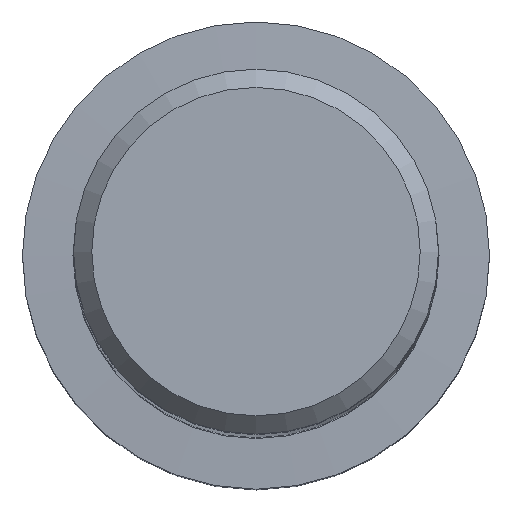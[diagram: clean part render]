
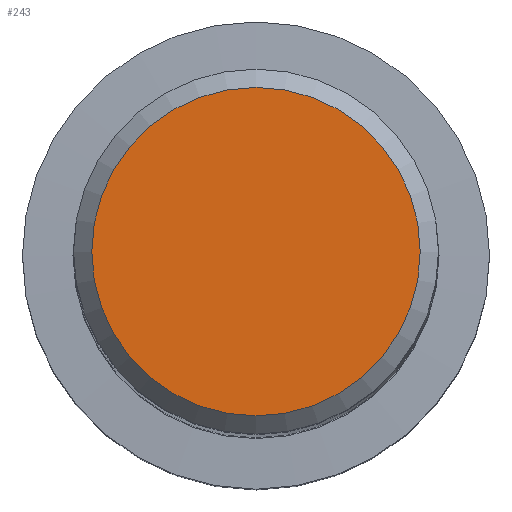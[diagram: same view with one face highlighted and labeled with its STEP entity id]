
A CAD part, top view. The second image highlights one B-rep face of the part: STEP entity #243.
In plain terms, the highlighted free-form (B-spline) face has degree [1, 1] with [2, 2] control points.
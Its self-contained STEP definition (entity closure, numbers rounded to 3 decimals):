
#209 = VERTEX_POINT('', #210);
#210 = CARTESIAN_POINT('', (-5.625, 0., 0.));
#216 = EDGE_CURVE('', #209, #209, #217, .T.);
#217 = CIRCLE('', #218, 5.625);
#218 = AXIS2_PLACEMENT_3D('', #219, #220, #221);
#219 = CARTESIAN_POINT('', (0., 0., 0.));
#220 = DIRECTION('', (0., 0., -1.));
#221 = DIRECTION('', (-1., 0., 0.));
#243 = ADVANCED_FACE('', (#244), #247, .T.);
#244 = FACE_OUTER_BOUND('', #245, .T.);
#245 = EDGE_LOOP('', (#246));
#246 = ORIENTED_EDGE('', *, *, #216, .F.);
#247 = B_SPLINE_SURFACE_WITH_KNOTS('', 1, 1, ((#248, #249), (#250, #251)), .UNSPECIFIED., .F., .F., .U., (2, 2), (2, 2), (0.045, 0.955), (0.045, 0.955), .UNSPECIFIED.);
#248 = CARTESIAN_POINT('', (5.625, -5.625, 0.));
#249 = CARTESIAN_POINT('', (-5.625, -5.625, 0.));
#250 = CARTESIAN_POINT('', (5.625, 5.625, 0.));
#251 = CARTESIAN_POINT('', (-5.625, 5.625, 0.));
